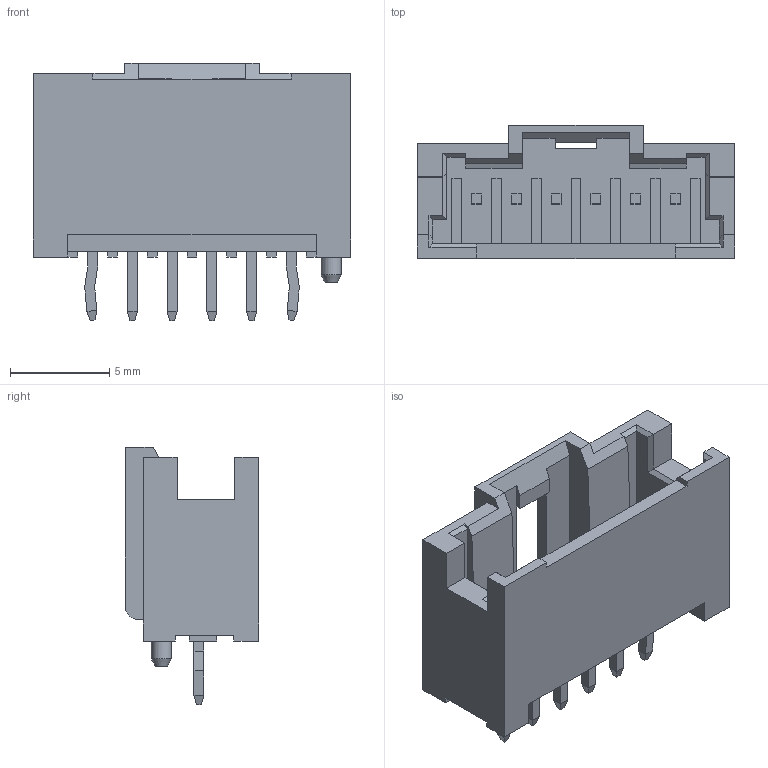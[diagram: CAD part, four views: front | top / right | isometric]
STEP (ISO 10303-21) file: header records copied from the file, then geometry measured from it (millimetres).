
FILE_DESCRIPTION( ( 'STEP AP214' ), '1' );
FILE_NAME( 'psolqas13505419120.stp', '2019-07-15T11:50:54', ( '' ), ( '' ), ' ', 'PARTsolutions', ' ' );
FILE_SCHEMA( ( 'AUTOMOTIVE_DESIGN { 1 0 10303 214 1 1 1 1 }' ) );
Length unit declared in the file: metre
Products named in the file (1): 1
Bounding box: 16 x 6.7 x 12.95 mm (x, y, z)
Volume: 416.5 mm3; surface area: 976.1 mm2
Topology: 1 solids, 1 shells, 251 faces, 651 edges, 420 vertices
Faces by surface type: plane 247, cylinder 3, cone 1
Full cylindrical faces by diameter (mm): 1 x1
Entity records: 7446 total; most frequent: CARTESIAN_POINT 1329, ORIENTED_EDGE 1296, DIRECTION 1149, EDGE_CURVE 648, LINE 631, VECTOR 631, VERTEX_POINT 419, EDGE_LOOP 273
